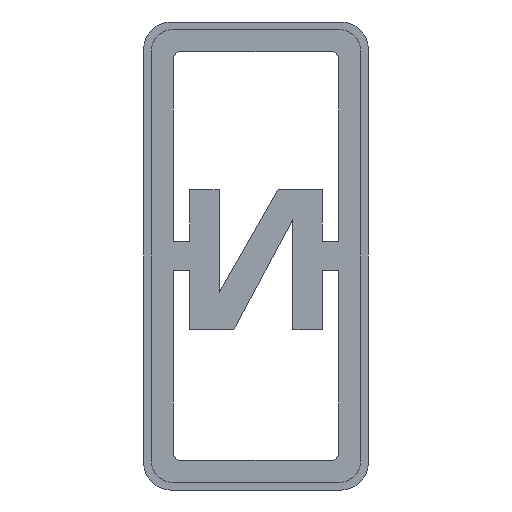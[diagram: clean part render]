
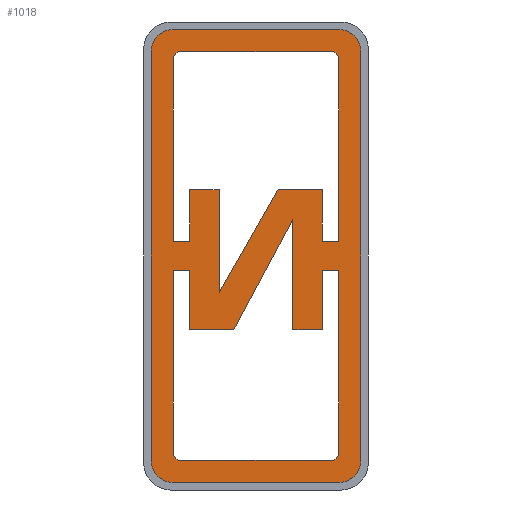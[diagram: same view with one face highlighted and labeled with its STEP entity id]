
A CAD part, front view. The second image highlights one B-rep face of the part: STEP entity #1018.
In plain terms, the highlighted planar face has unit normal (0, -1, 0).
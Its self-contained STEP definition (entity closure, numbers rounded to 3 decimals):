
#19=FACE_BOUND('',#135,.T.);
#20=FACE_BOUND('',#136,.T.);
#32=PLANE('',#1111);
#78=FACE_OUTER_BOUND('',#134,.T.);
#134=EDGE_LOOP('',(#783,#784,#785,#786,#787,#788,#789,#790));
#135=EDGE_LOOP('',(#791,#792,#793,#794,#795,#796,#797,#798,#799,#800,#801,
#802,#803));
#136=EDGE_LOOP('',(#804,#805,#806,#807,#808,#809,#810,#811,#812,#813,#814,
#815,#816));
#177=LINE('',#1476,#287);
#183=LINE('',#1491,#293);
#186=LINE('',#1503,#296);
#190=LINE('',#1515,#300);
#193=LINE('',#1532,#303);
#195=LINE('',#1544,#305);
#197=LINE('',#1556,#307);
#199=LINE('',#1565,#309);
#219=LINE('',#1605,#329);
#220=LINE('',#1607,#330);
#221=LINE('',#1609,#331);
#222=LINE('',#1611,#332);
#223=LINE('',#1613,#333);
#224=LINE('',#1615,#334);
#225=LINE('',#1617,#335);
#226=LINE('',#1618,#336);
#227=LINE('',#1619,#337);
#228=LINE('',#1622,#338);
#229=LINE('',#1624,#339);
#230=LINE('',#1626,#340);
#231=LINE('',#1628,#341);
#232=LINE('',#1630,#342);
#233=LINE('',#1632,#343);
#234=LINE('',#1634,#344);
#235=LINE('',#1635,#345);
#236=LINE('',#1636,#346);
#287=VECTOR('',#1176,10.);
#293=VECTOR('',#1190,10.);
#296=VECTOR('',#1201,10.);
#300=VECTOR('',#1213,10.);
#303=VECTOR('',#1230,10.);
#305=VECTOR('',#1244,10.);
#307=VECTOR('',#1258,10.);
#309=VECTOR('',#1270,10.);
#329=VECTOR('',#1294,10.);
#330=VECTOR('',#1295,10.);
#331=VECTOR('',#1296,10.);
#332=VECTOR('',#1297,10.);
#333=VECTOR('',#1298,10.);
#334=VECTOR('',#1299,10.);
#335=VECTOR('',#1300,10.);
#336=VECTOR('',#1301,10.);
#337=VECTOR('',#1302,10.);
#338=VECTOR('',#1303,10.);
#339=VECTOR('',#1304,10.);
#340=VECTOR('',#1305,10.);
#341=VECTOR('',#1306,10.);
#342=VECTOR('',#1307,10.);
#343=VECTOR('',#1308,10.);
#344=VECTOR('',#1309,10.);
#345=VECTOR('',#1310,10.);
#346=VECTOR('',#1311,10.);
#395=CIRCLE('',#1071,0.5);
#397=CIRCLE('',#1075,0.5);
#399=CIRCLE('',#1079,0.5);
#401=CIRCLE('',#1083,0.5);
#406=CIRCLE('',#1090,1.8);
#410=CIRCLE('',#1096,1.8);
#414=CIRCLE('',#1102,1.8);
#418=CIRCLE('',#1108,1.8);
#435=VERTEX_POINT('',#1466);
#436=VERTEX_POINT('',#1467);
#439=VERTEX_POINT('',#1475);
#441=VERTEX_POINT('',#1481);
#442=VERTEX_POINT('',#1482);
#445=VERTEX_POINT('',#1493);
#446=VERTEX_POINT('',#1494);
#449=VERTEX_POINT('',#1502);
#451=VERTEX_POINT('',#1508);
#453=VERTEX_POINT('',#1514);
#455=VERTEX_POINT('',#1520);
#458=VERTEX_POINT('',#1525);
#460=VERTEX_POINT('',#1530);
#462=VERTEX_POINT('',#1537);
#464=VERTEX_POINT('',#1542);
#466=VERTEX_POINT('',#1549);
#468=VERTEX_POINT('',#1554);
#470=VERTEX_POINT('',#1561);
#487=VERTEX_POINT('',#1603);
#488=VERTEX_POINT('',#1604);
#489=VERTEX_POINT('',#1606);
#490=VERTEX_POINT('',#1608);
#491=VERTEX_POINT('',#1610);
#492=VERTEX_POINT('',#1612);
#493=VERTEX_POINT('',#1614);
#494=VERTEX_POINT('',#1616);
#495=VERTEX_POINT('',#1620);
#496=VERTEX_POINT('',#1621);
#497=VERTEX_POINT('',#1623);
#498=VERTEX_POINT('',#1625);
#499=VERTEX_POINT('',#1627);
#500=VERTEX_POINT('',#1629);
#501=VERTEX_POINT('',#1631);
#502=VERTEX_POINT('',#1633);
#535=EDGE_CURVE('',#435,#436,#395,.T.);
#539=EDGE_CURVE('',#436,#439,#177,.T.);
#542=EDGE_CURVE('',#441,#442,#397,.T.);
#547=EDGE_CURVE('',#442,#435,#183,.T.);
#548=EDGE_CURVE('',#445,#446,#399,.T.);
#552=EDGE_CURVE('',#446,#449,#186,.T.);
#555=EDGE_CURVE('',#449,#451,#401,.T.);
#558=EDGE_CURVE('',#451,#453,#190,.T.);
#564=EDGE_CURVE('',#458,#455,#406,.T.);
#566=EDGE_CURVE('',#458,#460,#193,.T.);
#570=EDGE_CURVE('',#462,#460,#410,.T.);
#572=EDGE_CURVE('',#462,#464,#195,.T.);
#576=EDGE_CURVE('',#466,#464,#414,.T.);
#578=EDGE_CURVE('',#466,#468,#197,.T.);
#582=EDGE_CURVE('',#470,#468,#418,.T.);
#583=EDGE_CURVE('',#470,#455,#199,.T.);
#603=EDGE_CURVE('',#487,#488,#219,.T.);
#604=EDGE_CURVE('',#489,#487,#220,.T.);
#605=EDGE_CURVE('',#490,#489,#221,.T.);
#606=EDGE_CURVE('',#491,#490,#222,.T.);
#607=EDGE_CURVE('',#492,#491,#223,.T.);
#608=EDGE_CURVE('',#493,#492,#224,.T.);
#609=EDGE_CURVE('',#494,#493,#225,.T.);
#610=EDGE_CURVE('',#439,#494,#226,.T.);
#611=EDGE_CURVE('',#488,#441,#227,.T.);
#612=EDGE_CURVE('',#495,#496,#228,.T.);
#613=EDGE_CURVE('',#497,#495,#229,.T.);
#614=EDGE_CURVE('',#498,#497,#230,.T.);
#615=EDGE_CURVE('',#499,#498,#231,.T.);
#616=EDGE_CURVE('',#500,#499,#232,.T.);
#617=EDGE_CURVE('',#501,#500,#233,.T.);
#618=EDGE_CURVE('',#502,#501,#234,.T.);
#619=EDGE_CURVE('',#453,#502,#235,.T.);
#620=EDGE_CURVE('',#496,#445,#236,.T.);
#783=ORIENTED_EDGE('',*,*,#570,.F.);
#784=ORIENTED_EDGE('',*,*,#572,.T.);
#785=ORIENTED_EDGE('',*,*,#576,.F.);
#786=ORIENTED_EDGE('',*,*,#578,.T.);
#787=ORIENTED_EDGE('',*,*,#582,.F.);
#788=ORIENTED_EDGE('',*,*,#583,.T.);
#789=ORIENTED_EDGE('',*,*,#564,.F.);
#790=ORIENTED_EDGE('',*,*,#566,.T.);
#791=ORIENTED_EDGE('',*,*,#603,.F.);
#792=ORIENTED_EDGE('',*,*,#604,.F.);
#793=ORIENTED_EDGE('',*,*,#605,.F.);
#794=ORIENTED_EDGE('',*,*,#606,.F.);
#795=ORIENTED_EDGE('',*,*,#607,.F.);
#796=ORIENTED_EDGE('',*,*,#608,.F.);
#797=ORIENTED_EDGE('',*,*,#609,.F.);
#798=ORIENTED_EDGE('',*,*,#610,.F.);
#799=ORIENTED_EDGE('',*,*,#539,.F.);
#800=ORIENTED_EDGE('',*,*,#535,.F.);
#801=ORIENTED_EDGE('',*,*,#547,.F.);
#802=ORIENTED_EDGE('',*,*,#542,.F.);
#803=ORIENTED_EDGE('',*,*,#611,.F.);
#804=ORIENTED_EDGE('',*,*,#612,.F.);
#805=ORIENTED_EDGE('',*,*,#613,.F.);
#806=ORIENTED_EDGE('',*,*,#614,.F.);
#807=ORIENTED_EDGE('',*,*,#615,.F.);
#808=ORIENTED_EDGE('',*,*,#616,.F.);
#809=ORIENTED_EDGE('',*,*,#617,.F.);
#810=ORIENTED_EDGE('',*,*,#618,.F.);
#811=ORIENTED_EDGE('',*,*,#619,.F.);
#812=ORIENTED_EDGE('',*,*,#558,.F.);
#813=ORIENTED_EDGE('',*,*,#555,.F.);
#814=ORIENTED_EDGE('',*,*,#552,.F.);
#815=ORIENTED_EDGE('',*,*,#548,.F.);
#816=ORIENTED_EDGE('',*,*,#620,.F.);
#1018=ADVANCED_FACE('',(#78,#19,#20),#32,.F.);
#1071=AXIS2_PLACEMENT_3D('',#1468,#1168,#1169);
#1075=AXIS2_PLACEMENT_3D('',#1483,#1181,#1182);
#1079=AXIS2_PLACEMENT_3D('',#1495,#1193,#1194);
#1083=AXIS2_PLACEMENT_3D('',#1509,#1206,#1207);
#1090=AXIS2_PLACEMENT_3D('',#1527,#1224,#1225);
#1096=AXIS2_PLACEMENT_3D('',#1539,#1238,#1239);
#1102=AXIS2_PLACEMENT_3D('',#1551,#1252,#1253);
#1108=AXIS2_PLACEMENT_3D('',#1563,#1266,#1267);
#1111=AXIS2_PLACEMENT_3D('',#1602,#1292,#1293);
#1168=DIRECTION('center_axis',(0.,-1.,0.));
#1169=DIRECTION('ref_axis',(0.707,0.,-0.707));
#1176=DIRECTION('',(0.,0.,1.));
#1181=DIRECTION('center_axis',(0.,-1.,0.));
#1182=DIRECTION('ref_axis',(-0.707,0.,-0.707));
#1190=DIRECTION('',(1.,0.,0.));
#1193=DIRECTION('center_axis',(0.,-1.,0.));
#1194=DIRECTION('ref_axis',(0.707,0.,0.707));
#1201=DIRECTION('',(-1.,0.,0.));
#1206=DIRECTION('center_axis',(0.,-1.,0.));
#1207=DIRECTION('ref_axis',(-0.707,0.,0.707));
#1213=DIRECTION('',(0.,0.,-1.));
#1224=DIRECTION('center_axis',(0.,1.,0.));
#1225=DIRECTION('ref_axis',(-0.707,0.,0.707));
#1230=DIRECTION('',(0.,0.,-1.));
#1238=DIRECTION('center_axis',(0.,1.,0.));
#1239=DIRECTION('ref_axis',(-0.707,0.,-0.707));
#1244=DIRECTION('',(1.,0.,0.));
#1252=DIRECTION('center_axis',(0.,1.,0.));
#1253=DIRECTION('ref_axis',(0.707,0.,-0.707));
#1258=DIRECTION('',(0.,0.,1.));
#1266=DIRECTION('center_axis',(0.,1.,0.));
#1267=DIRECTION('ref_axis',(0.707,0.,0.707));
#1270=DIRECTION('',(-1.,0.,0.));
#1292=DIRECTION('center_axis',(0.,1.,0.));
#1293=DIRECTION('ref_axis',(1.,0.,0.));
#1294=DIRECTION('',(-1.,0.,0.));
#1295=DIRECTION('',(0.,0.,1.));
#1296=DIRECTION('',(-1.,0.,0.));
#1297=DIRECTION('',(-0.471,0.,-0.882));
#1298=DIRECTION('',(0.,0.,1.));
#1299=DIRECTION('',(-1.,0.,0.));
#1300=DIRECTION('',(0.,0.,-1.));
#1301=DIRECTION('',(-1.,0.,0.));
#1302=DIRECTION('',(0.,0.,-1.));
#1303=DIRECTION('',(1.,0.,0.));
#1304=DIRECTION('',(0.,0.,-1.));
#1305=DIRECTION('',(1.,0.,0.));
#1306=DIRECTION('',(0.496,0.,0.868));
#1307=DIRECTION('',(0.,0.,-1.));
#1308=DIRECTION('',(1.,0.,0.));
#1309=DIRECTION('',(0.,0.,1.));
#1310=DIRECTION('',(1.,0.,0.));
#1311=DIRECTION('',(0.,0.,1.));
#1466=CARTESIAN_POINT('',(5.1,0.,-13.85));
#1467=CARTESIAN_POINT('',(5.6,0.,-13.35));
#1468=CARTESIAN_POINT('Origin',(5.1,0.,-13.35));
#1475=CARTESIAN_POINT('',(5.6,0.,-1.));
#1476=CARTESIAN_POINT('',(5.6,0.,-13.85));
#1481=CARTESIAN_POINT('',(-5.6,0.,-13.35));
#1482=CARTESIAN_POINT('',(-5.1,0.,-13.85));
#1483=CARTESIAN_POINT('Origin',(-5.1,0.,-13.35));
#1491=CARTESIAN_POINT('',(-5.6,0.,-13.85));
#1493=CARTESIAN_POINT('',(5.6,0.,13.35));
#1494=CARTESIAN_POINT('',(5.1,0.,13.85));
#1495=CARTESIAN_POINT('Origin',(5.1,0.,13.35));
#1502=CARTESIAN_POINT('',(-5.1,0.,13.85));
#1503=CARTESIAN_POINT('',(5.6,0.,13.85));
#1508=CARTESIAN_POINT('',(-5.6,0.,13.35));
#1509=CARTESIAN_POINT('Origin',(-5.1,0.,13.35));
#1514=CARTESIAN_POINT('',(-5.6,0.,1.));
#1515=CARTESIAN_POINT('',(-5.6,0.,13.85));
#1520=CARTESIAN_POINT('',(-5.8,0.,15.85));
#1525=CARTESIAN_POINT('',(-7.6,0.,14.05));
#1527=CARTESIAN_POINT('Origin',(-5.8,0.,14.05));
#1530=CARTESIAN_POINT('',(-7.6,0.,-14.05));
#1532=CARTESIAN_POINT('',(-7.6,0.,15.85));
#1537=CARTESIAN_POINT('',(-5.8,0.,-15.85));
#1539=CARTESIAN_POINT('Origin',(-5.8,0.,-14.05));
#1542=CARTESIAN_POINT('',(5.8,0.,-15.85));
#1544=CARTESIAN_POINT('',(-7.6,0.,-15.85));
#1549=CARTESIAN_POINT('',(7.6,0.,-14.05));
#1551=CARTESIAN_POINT('Origin',(5.8,0.,-14.05));
#1554=CARTESIAN_POINT('',(7.6,0.,14.05));
#1556=CARTESIAN_POINT('',(7.6,0.,-15.85));
#1561=CARTESIAN_POINT('',(5.8,0.,15.85));
#1563=CARTESIAN_POINT('Origin',(5.8,0.,14.05));
#1565=CARTESIAN_POINT('',(7.6,0.,15.85));
#1602=CARTESIAN_POINT('Origin',(0.,0.,0.));
#1603=CARTESIAN_POINT('',(-4.5,0.,-1.));
#1604=CARTESIAN_POINT('',(-5.6,0.,-1.));
#1605=CARTESIAN_POINT('',(-6.,0.,-1.));
#1606=CARTESIAN_POINT('',(-4.5,0.,-5.));
#1607=CARTESIAN_POINT('',(-4.5,0.,-5.));
#1608=CARTESIAN_POINT('',(-1.5,0.,-5.));
#1609=CARTESIAN_POINT('',(-2.5,0.,-5.));
#1610=CARTESIAN_POINT('',(2.5,0.,2.5));
#1611=CARTESIAN_POINT('',(-1.5,0.,-5.));
#1612=CARTESIAN_POINT('',(2.5,0.,-5.));
#1613=CARTESIAN_POINT('',(2.5,0.,4.5));
#1614=CARTESIAN_POINT('',(4.5,0.,-5.));
#1615=CARTESIAN_POINT('',(2.5,0.,-5.));
#1616=CARTESIAN_POINT('',(4.5,0.,-1.));
#1617=CARTESIAN_POINT('',(4.5,0.,-5.));
#1618=CARTESIAN_POINT('',(6.,0.,-1.));
#1619=CARTESIAN_POINT('',(-5.6,0.,13.85));
#1620=CARTESIAN_POINT('',(4.5,0.,1.));
#1621=CARTESIAN_POINT('',(5.6,0.,1.));
#1622=CARTESIAN_POINT('',(4.,0.,1.));
#1623=CARTESIAN_POINT('',(4.5,0.,4.5));
#1624=CARTESIAN_POINT('',(4.5,0.,-5.));
#1625=CARTESIAN_POINT('',(1.5,0.,4.5));
#1626=CARTESIAN_POINT('',(4.5,0.,4.5));
#1627=CARTESIAN_POINT('',(-2.5,0.,-2.5));
#1628=CARTESIAN_POINT('',(1.5,0.,4.5));
#1629=CARTESIAN_POINT('',(-2.5,0.,4.5));
#1630=CARTESIAN_POINT('',(-2.5,0.,4.5));
#1631=CARTESIAN_POINT('',(-4.5,0.,4.5));
#1632=CARTESIAN_POINT('',(-4.5,0.,4.5));
#1633=CARTESIAN_POINT('',(-4.5,0.,1.));
#1634=CARTESIAN_POINT('',(-4.5,0.,-5.));
#1635=CARTESIAN_POINT('',(-4.,0.,1.));
#1636=CARTESIAN_POINT('',(5.6,0.,-13.85));
